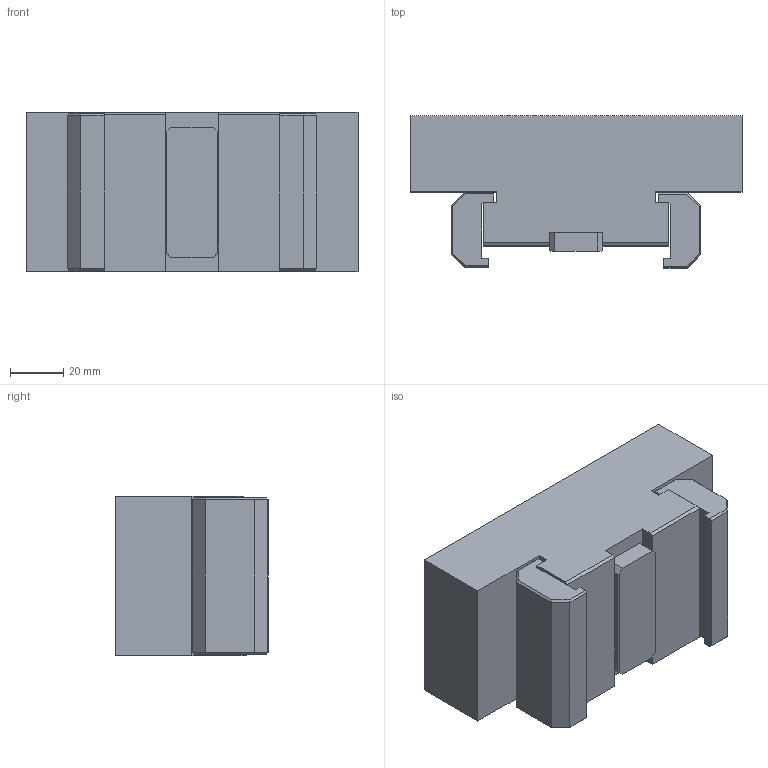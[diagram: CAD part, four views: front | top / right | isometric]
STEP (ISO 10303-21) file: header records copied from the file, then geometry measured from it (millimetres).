
FILE_DESCRIPTION((''),'2;1');
FILE_NAME('310-0125-001-Kunde.stp','2011-01-28T09:50:44',('maier'),(''),'Autodesk Inventor 2010','Autodesk Inventor 2010','');
FILE_SCHEMA(('AUTOMOTIVE_DESIGN { 1 0 10303 214 1 1 1 1 }'));
Length unit declared in the file: millimetre
Products named in the file (1): 300-0125-001-Kunde
Bounding box: 125 x 57.3 x 60 mm (x, y, z)
Volume: 337415.9 mm3; surface area: 43149.4 mm2
Topology: 1 solids, 1 shells, 77 faces, 214 edges, 136 vertices
Faces by surface type: plane 77
Entity records: 2527 total; most frequent: CARTESIAN_POINT 428, ORIENTED_EDGE 428, DIRECTION 370, VECTOR 214, LINE 214, EDGE_CURVE 214, VERTEX_POINT 136, AXIS2_PLACEMENT_3D 78
